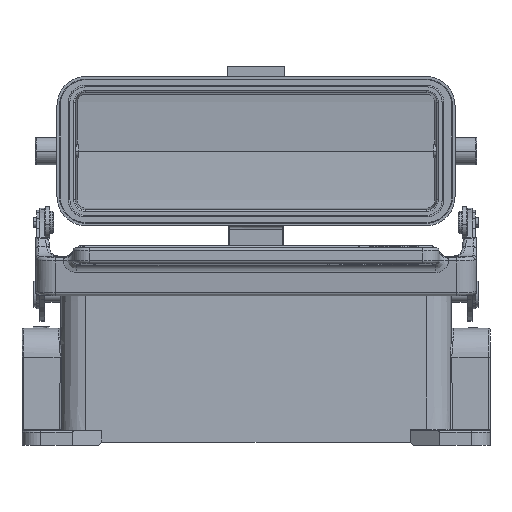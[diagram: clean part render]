
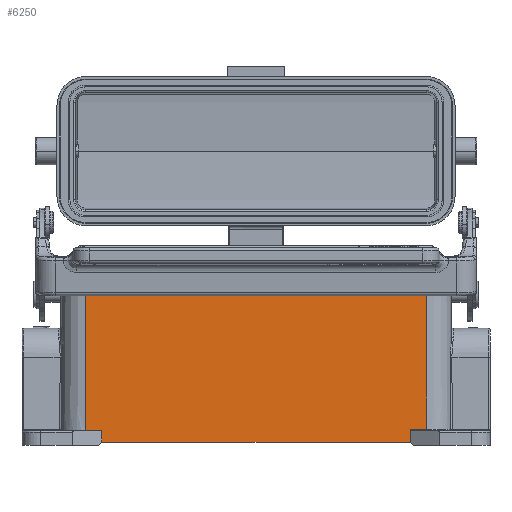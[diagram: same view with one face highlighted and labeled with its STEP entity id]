
A CAD part, left-side view. The second image highlights one B-rep face of the part: STEP entity #6250.
In plain terms, the highlighted planar face has unit normal (-1, 0, 0.009).
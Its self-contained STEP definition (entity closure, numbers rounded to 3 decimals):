
#4312=PLANE('',#46003);
#6250=ADVANCED_FACE('',(#9715),#4312,.T.);
#9715=FACE_OUTER_BOUND('',#12269,.T.);
#12269=EDGE_LOOP('',(#25740,#25741,#25742,#25743,#25744,#25745,#25746,#25747,
#25748,#25749,#25750,#25751));
#14982=LINE('',#69650,#17766);
#15037=LINE('',#70111,#17821);
#15042=LINE('',#70125,#17826);
#15050=LINE('',#70154,#17834);
#15053=LINE('',#70161,#17837);
#15194=LINE('',#70873,#17978);
#15209=LINE('',#71029,#17993);
#15212=LINE('',#71054,#17996);
#15213=LINE('',#71056,#17997);
#15214=LINE('',#71058,#17998);
#15215=LINE('',#71059,#17999);
#15216=LINE('',#71061,#18000);
#17766=VECTOR('',#52558,1.);
#17821=VECTOR('',#52773,1.);
#17826=VECTOR('',#52786,1.);
#17834=VECTOR('',#52812,1.);
#17837=VECTOR('',#52817,1.);
#17978=VECTOR('',#53200,1.);
#17993=VECTOR('',#53255,1.);
#17996=VECTOR('',#53284,1.);
#17997=VECTOR('',#53287,1.);
#17998=VECTOR('',#53288,1.);
#17999=VECTOR('',#53289,1.);
#18000=VECTOR('',#53290,1.);
#25740=ORIENTED_EDGE('',*,*,#39591,.T.);
#25741=ORIENTED_EDGE('',*,*,#39603,.T.);
#25742=ORIENTED_EDGE('',*,*,#39604,.T.);
#25743=ORIENTED_EDGE('',*,*,#39189,.T.);
#25744=ORIENTED_EDGE('',*,*,#39605,.F.);
#25745=ORIENTED_EDGE('',*,*,#39606,.T.);
#25746=ORIENTED_EDGE('',*,*,#39307,.T.);
#25747=ORIENTED_EDGE('',*,*,#39314,.F.);
#25748=ORIENTED_EDGE('',*,*,#39326,.F.);
#25749=ORIENTED_EDGE('',*,*,#39329,.T.);
#25750=ORIENTED_EDGE('',*,*,#39560,.T.);
#25751=ORIENTED_EDGE('',*,*,#39602,.T.);
#34023=VERTEX_POINT('',#69649);
#34024=VERTEX_POINT('',#69651);
#34101=VERTEX_POINT('',#70110);
#34102=VERTEX_POINT('',#70112);
#34106=VERTEX_POINT('',#70124);
#34113=VERTEX_POINT('',#70155);
#34115=VERTEX_POINT('',#70160);
#34268=VERTEX_POINT('',#70872);
#34284=VERTEX_POINT('',#71028);
#34285=VERTEX_POINT('',#71030);
#34290=VERTEX_POINT('',#71057);
#34291=VERTEX_POINT('',#71060);
#39189=EDGE_CURVE('',#34024,#34023,#14982,.T.);
#39307=EDGE_CURVE('',#34102,#34101,#15037,.T.);
#39314=EDGE_CURVE('',#34106,#34101,#15042,.T.);
#39326=EDGE_CURVE('',#34113,#34106,#15050,.T.);
#39329=EDGE_CURVE('',#34113,#34115,#15053,.T.);
#39560=EDGE_CURVE('',#34115,#34268,#15194,.T.);
#39591=EDGE_CURVE('',#34285,#34284,#15209,.T.);
#39602=EDGE_CURVE('',#34268,#34285,#15212,.T.);
#39603=EDGE_CURVE('',#34284,#34290,#15213,.T.);
#39604=EDGE_CURVE('',#34290,#34024,#15214,.T.);
#39605=EDGE_CURVE('',#34291,#34023,#15215,.T.);
#39606=EDGE_CURVE('',#34291,#34102,#15216,.T.);
#46003=AXIS2_PLACEMENT_3D('',#71062,#53291,#53292);
#52558=DIRECTION('',(0.,1.,0.));
#52773=DIRECTION('',(-0.009,0.,-1.));
#52786=DIRECTION('',(0.,1.,0.));
#52812=DIRECTION('',(0.009,0.,1.));
#52817=DIRECTION('',(0.,-1.,0.));
#53200=DIRECTION('',(0.009,0.,1.));
#53255=DIRECTION('',(0.009,0.,1.));
#53284=DIRECTION('',(0.,-1.,0.));
#53287=DIRECTION('',(0.,1.,0.));
#53288=DIRECTION('',(-0.009,0.,-1.));
#53289=DIRECTION('',(-0.009,0.,-1.));
#53290=DIRECTION('',(0.,1.,0.));
#53291=DIRECTION('',(-1.,0.,0.009));
#53292=DIRECTION('',(0.,1.,0.));
#69649=CARTESIAN_POINT('',(-21.526,1.6,48.));
#69650=CARTESIAN_POINT('',(-21.526,-1.6,48.));
#69651=CARTESIAN_POINT('',(-21.526,-1.6,48.));
#70110=CARTESIAN_POINT('',(-21.906,52.5,4.5));
#70111=CARTESIAN_POINT('',(-21.5,52.5,51.));
#70112=CARTESIAN_POINT('',(-21.5,52.5,51.));
#70124=CARTESIAN_POINT('',(-21.906,47.5,4.5));
#70125=CARTESIAN_POINT('',(-21.906,47.5,4.5));
#70154=CARTESIAN_POINT('',(-21.936,47.5,1.));
#70155=CARTESIAN_POINT('',(-21.936,47.5,1.));
#70160=CARTESIAN_POINT('',(-21.936,-47.5,1.));
#70161=CARTESIAN_POINT('',(-21.936,47.5,1.));
#70872=CARTESIAN_POINT('',(-21.901,-47.5,4.996));
#70873=CARTESIAN_POINT('',(-21.936,-47.5,1.));
#71028=CARTESIAN_POINT('',(-21.5,-52.5,51.));
#71029=CARTESIAN_POINT('',(-21.901,-52.5,4.996));
#71030=CARTESIAN_POINT('',(-21.901,-52.5,4.996));
#71054=CARTESIAN_POINT('',(-21.901,-47.5,4.996));
#71056=CARTESIAN_POINT('',(-21.5,-52.5,51.));
#71057=CARTESIAN_POINT('',(-21.5,-1.6,51.));
#71058=CARTESIAN_POINT('',(-21.5,-1.6,51.));
#71059=CARTESIAN_POINT('',(-21.5,1.6,51.));
#71060=CARTESIAN_POINT('',(-21.5,1.6,51.));
#71061=CARTESIAN_POINT('',(-21.5,1.6,51.));
#71062=CARTESIAN_POINT('',(-21.5,55.148,51.));
